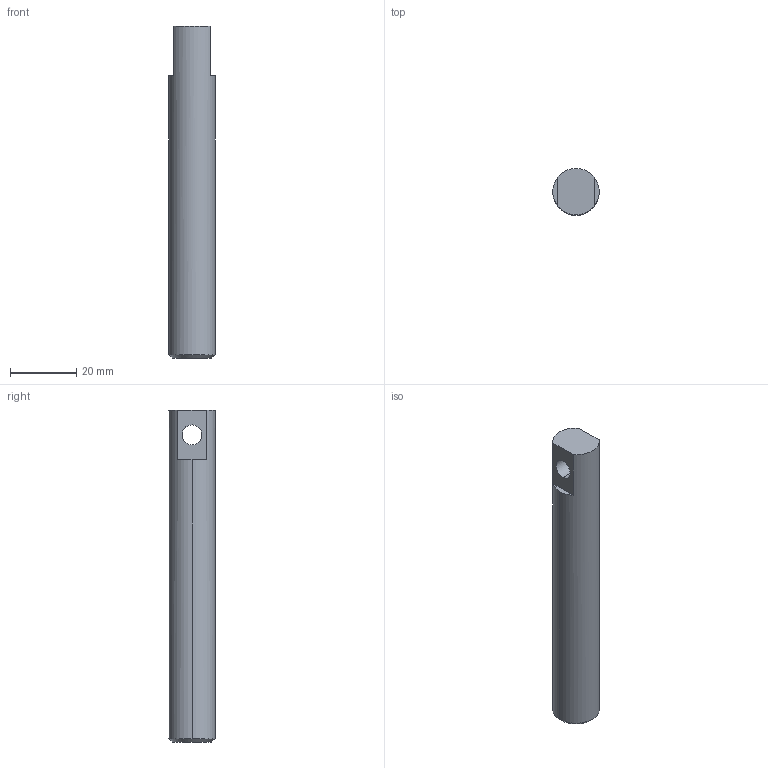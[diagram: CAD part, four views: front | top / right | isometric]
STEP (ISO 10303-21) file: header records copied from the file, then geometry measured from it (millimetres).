
FILE_DESCRIPTION(('CATIA V5 STEP Exchange'),'2;1');
FILE_NAME('Tige.stp','2019-09-22T10:19:01+00:00',('none'),('none'),'Version 5-6 Release 2013','CATIA V5 STEP AP203','none');
FILE_SCHEMA(('CONFIG_CONTROL_DESIGN'));
Length unit declared in the file: millimetre
Products named in the file (1): Tige
Bounding box: 14 x 14 x 100 mm (x, y, z)
Volume: 14795.9 mm3; surface area: 4809.5 mm2
Topology: 1 solids, 1 shells, 12 faces, 28 edges, 18 vertices
Faces by surface type: plane 6, cylinder 4, cone 2
Entity records: 439 total; most frequent: CARTESIAN_POINT 122, ORIENTED_EDGE 56, DIRECTION 49, EDGE_CURVE 28, AXIS2_PLACEMENT_3D 24, VERTEX_POINT 18, VECTOR 14, EDGE_LOOP 14
